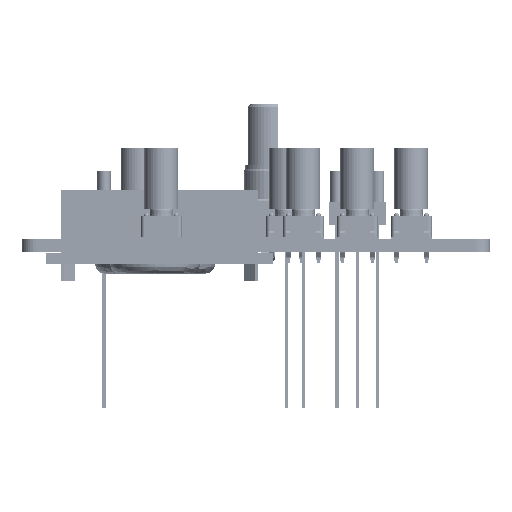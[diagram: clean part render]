
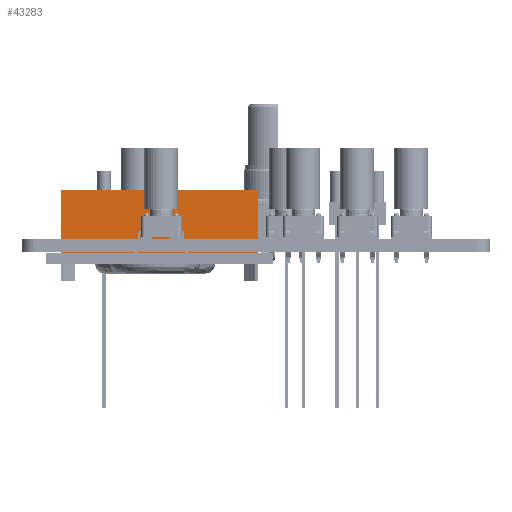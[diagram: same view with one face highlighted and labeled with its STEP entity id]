
A CAD part, left-side view. The second image highlights one B-rep face of the part: STEP entity #43283.
In plain terms, the highlighted free-form (B-spline) face has degree [1, 1] with [2, 2] control points.
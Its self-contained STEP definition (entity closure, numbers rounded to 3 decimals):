
#43283 = ADVANCED_FACE('',(#43284),#43318,.T.);
#43284 = FACE_BOUND('',#43285,.T.);
#43285 = EDGE_LOOP('',(#43286,#43296,#43304,#43312));
#43286 = ORIENTED_EDGE('',*,*,#43287,.T.);
#43287 = EDGE_CURVE('',#43288,#43290,#43292,.T.);
#43288 = VERTEX_POINT('',#43289);
#43289 = CARTESIAN_POINT('',(12.8,31.35,1.6));
#43290 = VERTEX_POINT('',#43291);
#43291 = CARTESIAN_POINT('',(12.8,31.35,10.9));
#43292 = LINE('',#43293,#43294);
#43293 = CARTESIAN_POINT('',(12.8,31.35,1.6));
#43294 = VECTOR('',#43295,1.);
#43295 = DIRECTION('',(0.,0.,1.));
#43296 = ORIENTED_EDGE('',*,*,#43297,.T.);
#43297 = EDGE_CURVE('',#43290,#43298,#43300,.T.);
#43298 = VERTEX_POINT('',#43299);
#43299 = CARTESIAN_POINT('',(12.8,2.15,10.9));
#43300 = LINE('',#43301,#43302);
#43301 = CARTESIAN_POINT('',(12.8,31.35,10.9));
#43302 = VECTOR('',#43303,1.);
#43303 = DIRECTION('',(0.,-1.,0.));
#43304 = ORIENTED_EDGE('',*,*,#43305,.T.);
#43305 = EDGE_CURVE('',#43298,#43306,#43308,.T.);
#43306 = VERTEX_POINT('',#43307);
#43307 = CARTESIAN_POINT('',(12.8,2.15,1.6));
#43308 = LINE('',#43309,#43310);
#43309 = CARTESIAN_POINT('',(12.8,2.15,10.9));
#43310 = VECTOR('',#43311,1.);
#43311 = DIRECTION('',(0.,0.,-1.));
#43312 = ORIENTED_EDGE('',*,*,#43313,.T.);
#43313 = EDGE_CURVE('',#43306,#43288,#43314,.T.);
#43314 = LINE('',#43315,#43316);
#43315 = CARTESIAN_POINT('',(12.8,2.15,1.6));
#43316 = VECTOR('',#43317,1.);
#43317 = DIRECTION('',(0.,1.,0.));
#43318 = B_SPLINE_SURFACE_WITH_KNOTS('',1,1,(
    (#43319,#43320)
    ,(#43321,#43322
    )),.UNSPECIFIED.,.F.,.F.,.F.,(2,2),(2,2),(0.,1.),(0.,1.),
  .PIECEWISE_BEZIER_KNOTS.);
#43319 = CARTESIAN_POINT('',(12.8,2.15,10.9));
#43320 = CARTESIAN_POINT('',(12.8,31.35,10.9));
#43321 = CARTESIAN_POINT('',(12.8,2.15,1.6));
#43322 = CARTESIAN_POINT('',(12.8,31.35,1.6));
